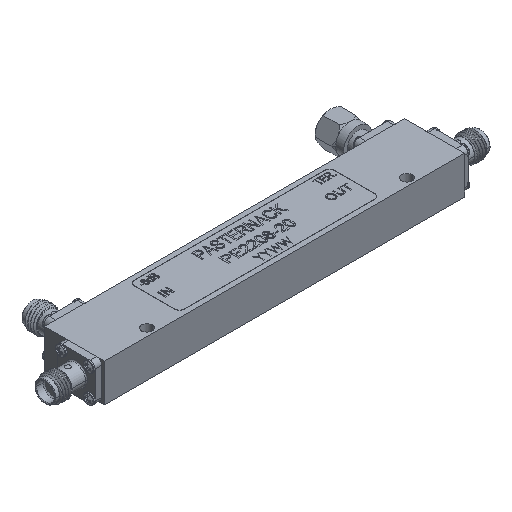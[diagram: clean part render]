
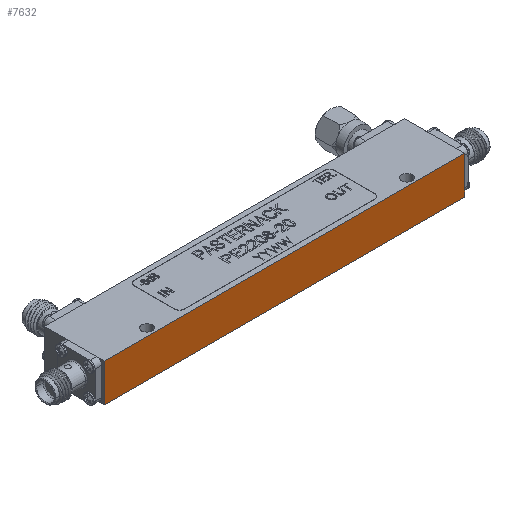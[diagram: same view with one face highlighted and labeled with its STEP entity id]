
A CAD part, isometric view. The second image highlights one B-rep face of the part: STEP entity #7632.
In plain terms, the highlighted planar face has unit normal (0, -1, 0).
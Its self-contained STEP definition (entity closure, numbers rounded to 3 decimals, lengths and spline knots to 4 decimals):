
#1989 = VECTOR ( 'NONE', #5127, 39.3701 ) ;
#2637 = CARTESIAN_POINT ( 'NONE',  ( -1.8, -0.3, 0.19 ) ) ;
#4367 = DIRECTION ( 'NONE',  ( 0., 0., -1. ) ) ;
#5127 = DIRECTION ( 'NONE',  ( 0., 0., -1. ) ) ;
#6404 = EDGE_CURVE ( 'NONE', #22502, #6923, #58699, .T. ) ;
#6923 = VERTEX_POINT ( 'NONE', #52188 ) ;
#7632 = ADVANCED_FACE ( 'NONE', ( #43979 ), #15177, .F. ) ;
#8281 = CARTESIAN_POINT ( 'NONE',  ( 1.8, -0.3, 0.19 ) ) ;
#8973 = ORIENTED_EDGE ( 'NONE', *, *, #51482, .T. ) ;
#11101 = CARTESIAN_POINT ( 'NONE',  ( -1.8, -0.3, -0.19 ) ) ;
#11248 = DIRECTION ( 'NONE',  ( 0., 0., 1. ) ) ;
#11826 = VECTOR ( 'NONE', #33861, 39.3701 ) ;
#14351 = AXIS2_PLACEMENT_3D ( 'NONE', #44444, #58748, #11248 ) ;
#14763 = ORIENTED_EDGE ( 'NONE', *, *, #20619, .T. ) ;
#15177 = PLANE ( 'NONE',  #14351 ) ;
#16809 = DIRECTION ( 'NONE',  ( 1., 0., 0. ) ) ;
#20619 = EDGE_CURVE ( 'NONE', #59292, #6923, #24296, .T. ) ;
#22502 = VERTEX_POINT ( 'NONE', #60102 ) ;
#23234 = ORIENTED_EDGE ( 'NONE', *, *, #41820, .F. ) ;
#24296 = LINE ( 'NONE', #11101, #11826 ) ;
#28524 = CARTESIAN_POINT ( 'NONE',  ( -1.8, -0.3, 0.19 ) ) ;
#29002 = LINE ( 'NONE', #30503, #54678 ) ;
#30503 = CARTESIAN_POINT ( 'NONE',  ( -1.8, -0.3, 0.19 ) ) ;
#30517 = EDGE_LOOP ( 'NONE', ( #14763, #40841, #23234, #8973 ) ) ;
#33861 = DIRECTION ( 'NONE',  ( 1., 0., 0. ) ) ;
#40841 = ORIENTED_EDGE ( 'NONE', *, *, #6404, .F. ) ;
#41820 = EDGE_CURVE ( 'NONE', #49718, #22502, #29002, .T. ) ;
#43979 = FACE_OUTER_BOUND ( 'NONE', #30517, .T. ) ;
#44444 = CARTESIAN_POINT ( 'NONE',  ( -1.8, -0.3, 0.19 ) ) ;
#45497 = VECTOR ( 'NONE', #4367, 39.3701 ) ;
#46707 = LINE ( 'NONE', #28524, #1989 ) ;
#48070 = CARTESIAN_POINT ( 'NONE',  ( -1.8, -0.3, -0.19 ) ) ;
#49718 = VERTEX_POINT ( 'NONE', #2637 ) ;
#51482 = EDGE_CURVE ( 'NONE', #49718, #59292, #46707, .T. ) ;
#52188 = CARTESIAN_POINT ( 'NONE',  ( 1.8, -0.3, -0.19 ) ) ;
#54678 = VECTOR ( 'NONE', #16809, 39.3701 ) ;
#58699 = LINE ( 'NONE', #8281, #45497 ) ;
#58748 = DIRECTION ( 'NONE',  ( 0., 1., 0. ) ) ;
#59292 = VERTEX_POINT ( 'NONE', #48070 ) ;
#60102 = CARTESIAN_POINT ( 'NONE',  ( 1.8, -0.3, 0.19 ) ) ;
